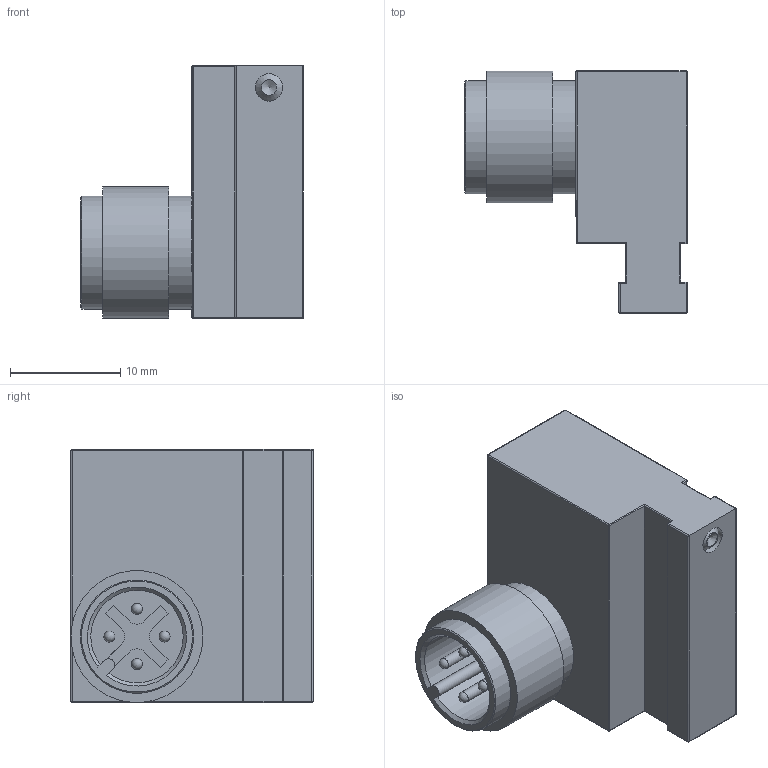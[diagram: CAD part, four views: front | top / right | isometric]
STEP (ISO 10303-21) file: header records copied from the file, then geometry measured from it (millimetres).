
FILE_DESCRIPTION((''),'2;1');
FILE_NAME('MZ070125.stp','2008-10-30T22:05:07',('Administrator'),(''),'Autodesk Inventor 11','Autodesk Inventor 11','');
FILE_SCHEMA(('AUTOMOTIVE_DESIGN { 1 0 10303 214 1 1 1 1 }'));
Length unit declared in the file: millimetre
Products named in the file (1): MZ070125
Bounding box: 20.2 x 22 x 23 mm (x, y, z)
Volume: 4896.5 mm3; surface area: 2963.8 mm2
Topology: 1 solids, 6 shells, 145 faces, 345 edges, 200 vertices
Faces by surface type: cylinder 55, plane 54, sphere 18, bspline 12, cone 5, torus 1
Full cylindrical faces by diameter (mm): 0.6 x4, 1 x8, 3 x1, 10.3 x2, 12 x1
Entity records: 3830 total; most frequent: CARTESIAN_POINT 762, DIRECTION 661, ORIENTED_EDGE 564, EDGE_CURVE 282, AXIS2_PLACEMENT_3D 259, EDGE_LOOP 193, VERTEX_POINT 186, FACE_OUTER_BOUND 145
